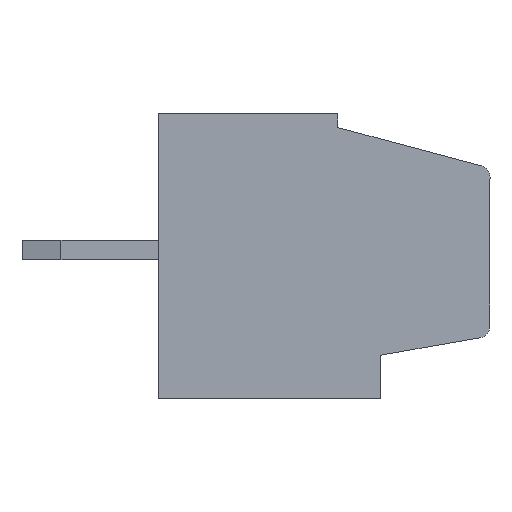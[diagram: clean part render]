
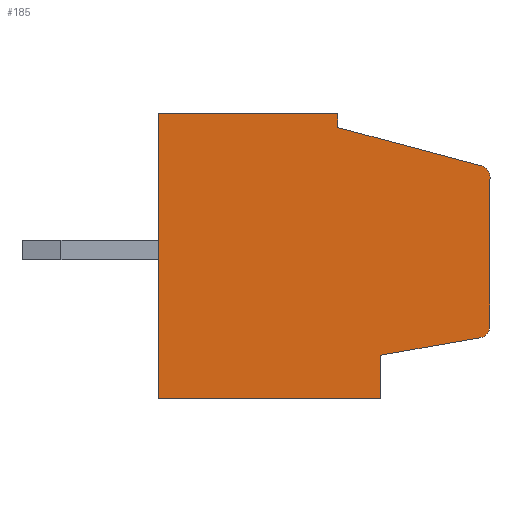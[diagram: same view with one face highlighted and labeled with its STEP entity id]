
A CAD part, left-side view. The second image highlights one B-rep face of the part: STEP entity #185.
In plain terms, the highlighted planar face has unit normal (-1, 0, 0).
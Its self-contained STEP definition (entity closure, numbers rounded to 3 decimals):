
#185 = ADVANCED_FACE( '', ( #457 ), #458, .F. );
#457 = FACE_OUTER_BOUND( '', #830, .T. );
#458 = PLANE( '', #831 );
#830 = EDGE_LOOP( '', ( #1337, #1338, #1339, #1340, #1341, #1342, #1343, #1344, #1345, #1346 ) );
#831 = AXIS2_PLACEMENT_3D( '', #1347, #1348, #1349 );
#1337 = ORIENTED_EDGE( '', *, *, #2185, .T. );
#1338 = ORIENTED_EDGE( '', *, *, #2186, .F. );
#1339 = ORIENTED_EDGE( '', *, *, #2187, .F. );
#1340 = ORIENTED_EDGE( '', *, *, #2126, .F. );
#1341 = ORIENTED_EDGE( '', *, *, #2188, .F. );
#1342 = ORIENTED_EDGE( '', *, *, #2189, .F. );
#1343 = ORIENTED_EDGE( '', *, *, #2190, .F. );
#1344 = ORIENTED_EDGE( '', *, *, #2191, .F. );
#1345 = ORIENTED_EDGE( '', *, *, #2192, .T. );
#1346 = ORIENTED_EDGE( '', *, *, #2193, .F. );
#1347 = CARTESIAN_POINT( '', ( 0., 2.296, 200. ) );
#1348 = DIRECTION( '', ( 1., 0., 0. ) );
#1349 = DIRECTION( '', ( 0., 1., 0. ) );
#2126 = EDGE_CURVE( '', #2542, #2544, #2545, .T. );
#2185 = EDGE_CURVE( '', #2640, #2641, #2642, .F. );
#2186 = EDGE_CURVE( '', #2643, #2641, #2644, .T. );
#2187 = EDGE_CURVE( '', #2544, #2643, #2645, .T. );
#2188 = EDGE_CURVE( '', #2646, #2542, #2647, .T. );
#2189 = EDGE_CURVE( '', #2648, #2646, #2649, .T. );
#2190 = EDGE_CURVE( '', #2650, #2648, #2651, .T. );
#2191 = EDGE_CURVE( '', #2652, #2650, #2653, .T. );
#2192 = EDGE_CURVE( '', #2652, #2654, #2655, .F. );
#2193 = EDGE_CURVE( '', #2640, #2654, #2656, .T. );
#2542 = VERTEX_POINT( '', #3123 );
#2544 = VERTEX_POINT( '', #3126 );
#2545 = LINE( '', #3127, #3128 );
#2640 = VERTEX_POINT( '', #3257 );
#2641 = VERTEX_POINT( '', #3258 );
#2642 = CIRCLE( '', #3259, 0.3 );
#2643 = VERTEX_POINT( '', #3260 );
#2644 = LINE( '', #3261, #3262 );
#2645 = LINE( '', #3263, #3264 );
#2646 = VERTEX_POINT( '', #3265 );
#2647 = LINE( '', #3266, #3267 );
#2648 = VERTEX_POINT( '', #3268 );
#2649 = LINE( '', #3269, #3270 );
#2650 = VERTEX_POINT( '', #3271 );
#2651 = LINE( '', #3272, #3273 );
#2652 = VERTEX_POINT( '', #3274 );
#2653 = LINE( '', #3275, #3276 );
#2654 = VERTEX_POINT( '', #3277 );
#2655 = CIRCLE( '', #3278, 0.3 );
#2656 = LINE( '', #3279, #3280 );
#3123 = CARTESIAN_POINT( '', ( 0., 4.6, 200. ) );
#3126 = CARTESIAN_POINT( '', ( 0., 0., 200. ) );
#3127 = CARTESIAN_POINT( '', ( 0., 0., 200. ) );
#3128 = VECTOR( '', #3736, 1000. );
#3257 = CARTESIAN_POINT( '', ( 0., -3.9, 198.37 ) );
#3258 = CARTESIAN_POINT( '', ( 0., -3.678, 198.66 ) );
#3259 = AXIS2_PLACEMENT_3D( '', #3804, #3805, #3806 );
#3260 = CARTESIAN_POINT( '', ( 0., 0., 199.645 ) );
#3261 = CARTESIAN_POINT( '', ( 0., -3.678, 198.66 ) );
#3262 = VECTOR( '', #3807, 1000. );
#3263 = CARTESIAN_POINT( '', ( 0., 0., 199.645 ) );
#3264 = VECTOR( '', #3808, 1000. );
#3265 = CARTESIAN_POINT( '', ( 0., 4.6, 192.7 ) );
#3266 = CARTESIAN_POINT( '', ( 0., 4.6, 200. ) );
#3267 = VECTOR( '', #3809, 1000. );
#3268 = CARTESIAN_POINT( '', ( 0., -1.1, 192.7 ) );
#3269 = CARTESIAN_POINT( '', ( 0., 4.6, 192.7 ) );
#3270 = VECTOR( '', #3810, 1000. );
#3271 = CARTESIAN_POINT( '', ( 0., -1.1, 193.806 ) );
#3272 = CARTESIAN_POINT( '', ( 0., -1.1, 192.7 ) );
#3273 = VECTOR( '', #3811, 1000. );
#3274 = CARTESIAN_POINT( '', ( 0., -3.652, 194.256 ) );
#3275 = CARTESIAN_POINT( '', ( 0., -1.1, 193.806 ) );
#3276 = VECTOR( '', #3812, 1000. );
#3277 = CARTESIAN_POINT( '', ( 0., -3.9, 194.552 ) );
#3278 = AXIS2_PLACEMENT_3D( '', #3813, #3814, #3815 );
#3279 = CARTESIAN_POINT( '', ( 0., -3.9, 194.552 ) );
#3280 = VECTOR( '', #3816, 1000. );
#3736 = DIRECTION( '', ( 0., -1., 0. ) );
#3804 = CARTESIAN_POINT( '', ( 0., -3.6, 198.37 ) );
#3805 = DIRECTION( '', ( 1., 0., 0. ) );
#3806 = DIRECTION( '', ( 0., 0., -1. ) );
#3807 = DIRECTION( '', ( 0., -0.966, -0.259 ) );
#3808 = DIRECTION( '', ( 0., 0., -1. ) );
#3809 = DIRECTION( '', ( 0., 0., 1. ) );
#3810 = DIRECTION( '', ( 0., 1., 0. ) );
#3811 = DIRECTION( '', ( 0., 0., -1. ) );
#3812 = DIRECTION( '', ( 0., 0.985, -0.174 ) );
#3813 = CARTESIAN_POINT( '', ( 0., -3.6, 194.552 ) );
#3814 = DIRECTION( '', ( 1., 0., 0. ) );
#3815 = DIRECTION( '', ( 0., 0., -1. ) );
#3816 = DIRECTION( '', ( 0., 0., -1. ) );
